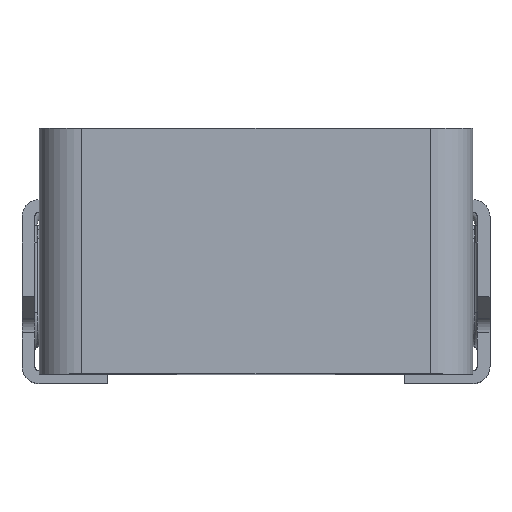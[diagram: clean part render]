
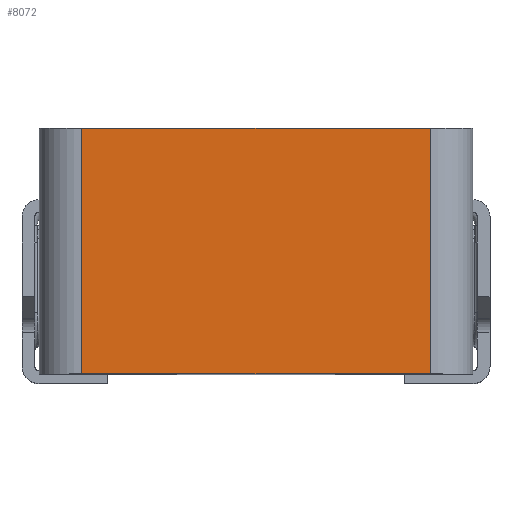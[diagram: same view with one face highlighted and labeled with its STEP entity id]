
A CAD part, top view. The second image highlights one B-rep face of the part: STEP entity #8072.
In plain terms, the highlighted planar face has unit normal (0, 0, 1).
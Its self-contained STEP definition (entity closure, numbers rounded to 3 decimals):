
#209 = CARTESIAN_POINT ( 'NONE',  ( 2.05, -2.05, 2.5 ) ) ;
#256 = VECTOR ( 'NONE', #6260, 1000. ) ;
#281 = CARTESIAN_POINT ( 'NONE',  ( 2.05, 0.84, 2.5 ) ) ;
#330 = EDGE_LOOP ( 'NONE', ( #558, #6908, #7817, #6840 ) ) ;
#384 = CARTESIAN_POINT ( 'NONE',  ( 2.05, -2.05, 2.5 ) ) ;
#433 = CARTESIAN_POINT ( 'NONE',  ( -2.05, 0.84, 2.5 ) ) ;
#554 = VECTOR ( 'NONE', #4443, 1000. ) ;
#558 = ORIENTED_EDGE ( 'NONE', *, *, #6965, .T. ) ;
#827 = EDGE_CURVE ( 'NONE', #2214, #5552, #10060, .T. ) ;
#1235 = CARTESIAN_POINT ( 'NONE',  ( -2.05, -2.05, 2.5 ) ) ;
#1852 = EDGE_CURVE ( 'NONE', #10209, #7925, #2419, .T. ) ;
#2214 = VERTEX_POINT ( 'NONE', #3556 ) ;
#2319 = VECTOR ( 'NONE', #6816, 1000. ) ;
#2419 = LINE ( 'NONE', #4943, #10745 ) ;
#3556 = CARTESIAN_POINT ( 'NONE',  ( -2.05, -2.05, 2.5 ) ) ;
#3933 = CARTESIAN_POINT ( 'NONE',  ( 2.05, -2.05, 2.5 ) ) ;
#4010 = DIRECTION ( 'NONE',  ( 0., 0., 1. ) ) ;
#4153 = AXIS2_PLACEMENT_3D ( 'NONE', #3933, #4010, #8073 ) ;
#4443 = DIRECTION ( 'NONE',  ( 1., 0., 0. ) ) ;
#4452 = EDGE_CURVE ( 'NONE', #2214, #10209, #5912, .T. ) ;
#4943 = CARTESIAN_POINT ( 'NONE',  ( 2.05, 0.84, 2.5 ) ) ;
#5552 = VERTEX_POINT ( 'NONE', #384 ) ;
#5912 = LINE ( 'NONE', #1235, #256 ) ;
#6260 = DIRECTION ( 'NONE',  ( 0., 1., 0. ) ) ;
#6752 = LINE ( 'NONE', #209, #2319 ) ;
#6816 = DIRECTION ( 'NONE',  ( 0., 1., 0. ) ) ;
#6840 = ORIENTED_EDGE ( 'NONE', *, *, #827, .T. ) ;
#6908 = ORIENTED_EDGE ( 'NONE', *, *, #1852, .F. ) ;
#6965 = EDGE_CURVE ( 'NONE', #5552, #7925, #6752, .T. ) ;
#7817 = ORIENTED_EDGE ( 'NONE', *, *, #4452, .F. ) ;
#7925 = VERTEX_POINT ( 'NONE', #281 ) ;
#8072 = ADVANCED_FACE ( 'NONE', ( #8123 ), #10500, .T. ) ;
#8073 = DIRECTION ( 'NONE',  ( 1., 0., 0. ) ) ;
#8123 = FACE_OUTER_BOUND ( 'NONE', #330, .T. ) ;
#9344 = CARTESIAN_POINT ( 'NONE',  ( 2.05, -2.05, 2.5 ) ) ;
#10060 = LINE ( 'NONE', #9344, #554 ) ;
#10209 = VERTEX_POINT ( 'NONE', #433 ) ;
#10500 = PLANE ( 'NONE',  #4153 ) ;
#10737 = DIRECTION ( 'NONE',  ( 1., 0., 0. ) ) ;
#10745 = VECTOR ( 'NONE', #10737, 1000. ) ;
